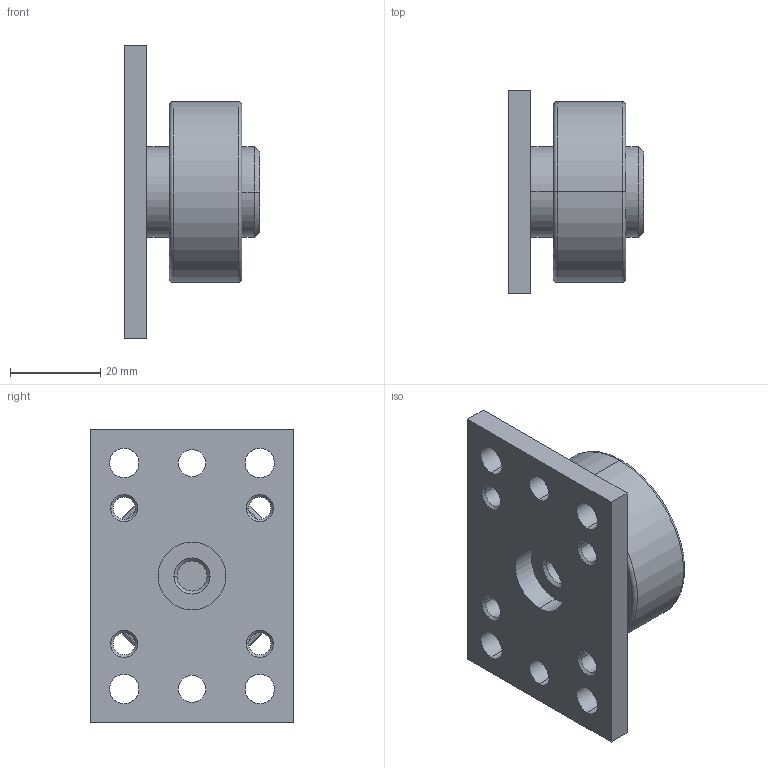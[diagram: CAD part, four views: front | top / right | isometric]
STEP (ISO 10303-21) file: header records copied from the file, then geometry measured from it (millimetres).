
FILE_DESCRIPTION(('STEP AP214'),'1');
FILE_NAME('200_132_000_Without_Distance_washer.stp','2016-05-25T09:23:49',('TraceParts'),('TraceParts S.A.'),'Spatial InterOp 3D',' ',' ');
FILE_SCHEMA(('automotive_design'));
Length unit declared in the file: millimetre
Products named in the file (1): 1
Bounding box: 30 x 45 x 65 mm (x, y, z)
Volume: 34525.6 mm3; surface area: 12287.8 mm2
Topology: 1 solids, 1 shells, 65 faces, 154 edges, 96 vertices
Faces by surface type: cylinder 30, cone 20, plane 11, torus 4
Entity records: 1955 total; most frequent: DIRECTION 378, CARTESIAN_POINT 316, ORIENTED_EDGE 308, AXIS2_PLACEMENT_3D 158, EDGE_CURVE 154, VERTEX_POINT 96, CIRCLE 92, EDGE_LOOP 90
